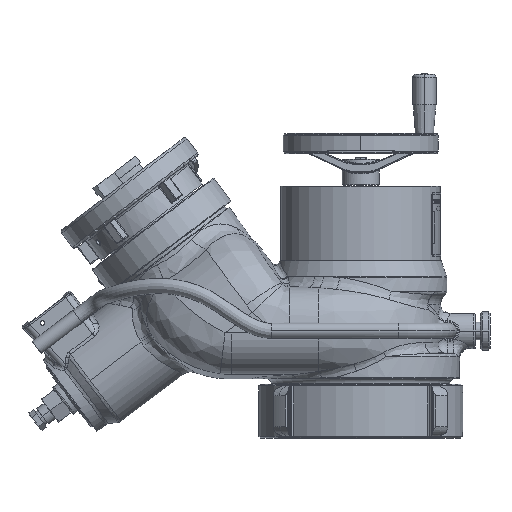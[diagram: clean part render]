
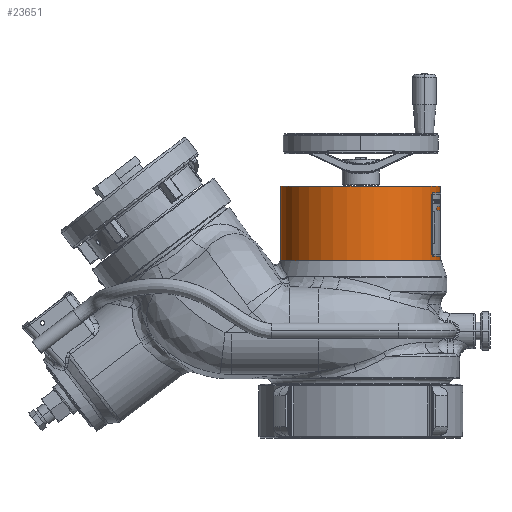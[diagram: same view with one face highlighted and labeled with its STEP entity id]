
A CAD part, top view. The second image highlights one B-rep face of the part: STEP entity #23651.
In plain terms, the highlighted cylindrical face has radius 79.375 mm (diameter 158.75 mm), a partial arc.
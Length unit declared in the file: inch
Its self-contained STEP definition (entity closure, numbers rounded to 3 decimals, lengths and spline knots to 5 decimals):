
#22718=CARTESIAN_POINT('',(0.,5.66021,0.));
#22719=DIRECTION('',(0.,-1.,0.));
#22720=DIRECTION('',(1.,0.,0.));
#22721=AXIS2_PLACEMENT_3D('',#22718,#22719,#22720);
#22733=CARTESIAN_POINT('',(0.,2.75,0.));
#22734=DIRECTION('',(0.,-1.,0.));
#22735=DIRECTION('',(1.,0.,0.));
#22736=AXIS2_PLACEMENT_3D('',#22733,#22734,#22735);
#22743=DIRECTION('',(0.,-1.,0.));
#22744=VECTOR('',#22743,2.91021);
#22745=CARTESIAN_POINT('',(3.125,5.66021,0.));
#22746=LINE('',#22745,#22744);
#22747=DIRECTION('',(0.,-1.,0.));
#22748=VECTOR('',#22747,2.91021);
#22749=CARTESIAN_POINT('',(-3.125,5.66021,0.));
#22750=LINE('',#22749,#22748);
#23244=CARTESIAN_POINT('',(3.125,2.75,0.));
#23245=CARTESIAN_POINT('',(-3.125,2.75,0.));
#23246=VERTEX_POINT('',#23244);
#23247=VERTEX_POINT('',#23245);
#23248=CARTESIAN_POINT('',(3.125,5.66021,0.));
#23249=CARTESIAN_POINT('',(-3.125,5.66021,0.));
#23250=VERTEX_POINT('',#23248);
#23251=VERTEX_POINT('',#23249);
#23637=CARTESIAN_POINT('',(0.,6.6875,0.));
#23638=DIRECTION('',(0.,-1.,0.));
#23639=DIRECTION('',(-1.,0.,0.));
#23640=AXIS2_PLACEMENT_3D('',#23637,#23638,#23639);
#23641=CYLINDRICAL_SURFACE('',#23640,3.125);
#23643=ORIENTED_EDGE('',*,*,#23642,.T.);
#23645=ORIENTED_EDGE('',*,*,#23644,.F.);
#23646=ORIENTED_EDGE('',*,*,#23627,.F.);
#23648=ORIENTED_EDGE('',*,*,#23647,.T.);
#23649=EDGE_LOOP('',(#23643,#23645,#23646,#23648));
#23650=FACE_OUTER_BOUND('',#23649,.F.);
#23651=ADVANCED_FACE('',(#23650),#23641,.T.);
#22722=CIRCLE('',#22721,3.125);
#22737=CIRCLE('',#22736,3.125);
#23627=EDGE_CURVE('',#23250,#23251,#22722,.T.);
#23642=EDGE_CURVE('',#23246,#23247,#22737,.T.);
#23644=EDGE_CURVE('',#23251,#23247,#22750,.T.);
#23647=EDGE_CURVE('',#23250,#23246,#22746,.T.);
